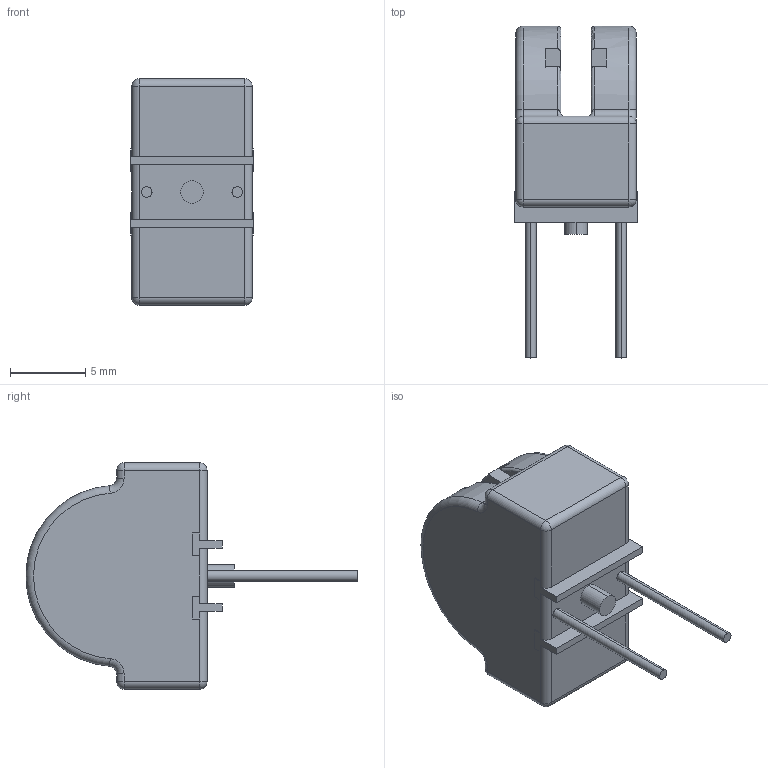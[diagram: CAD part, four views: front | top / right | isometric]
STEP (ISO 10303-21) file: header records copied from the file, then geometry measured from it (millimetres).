
FILE_DESCRIPTION((''),'2;1');
FILE_NAME('S2_E000591A','2006-01-03T',('Pepperl+Fuchs'),('Industriehansa'),'PRO/ENGINEER BY PARAMETRIC TECHNOLOGY CORPORATION, 2005290','PRO/ENGINEER BY PARAMETRIC TECHNOLOGY CORPORATION, 2005290','');
FILE_SCHEMA(('AUTOMOTIVE_DESIGN_CC2 { 1 2 10303 214 -1 1 5 2 }'));
Length unit declared in the file: millimetre
Products named in the file (1): S2_E000591A
Bounding box: 8.1 x 22 x 15 mm (x, y, z)
Volume: 1056.5 mm3; surface area: 866.6 mm2
Topology: 1 solids, 1 shells, 119 faces, 297 edges, 186 vertices
Faces by surface type: plane 59, cylinder 36, torus 12, sphere 8, bspline 4
Entity records: 5449 total; most frequent: CARTESIAN_POINT 1320, DIRECTION 605, ORIENTED_EDGE 588, PRESENTATION_STYLE_ASSIGNMENT 338, STYLED_ITEM 317, CURVE_STYLE 298, EDGE_CURVE 294, AXIS2_PLACEMENT_3D 210
